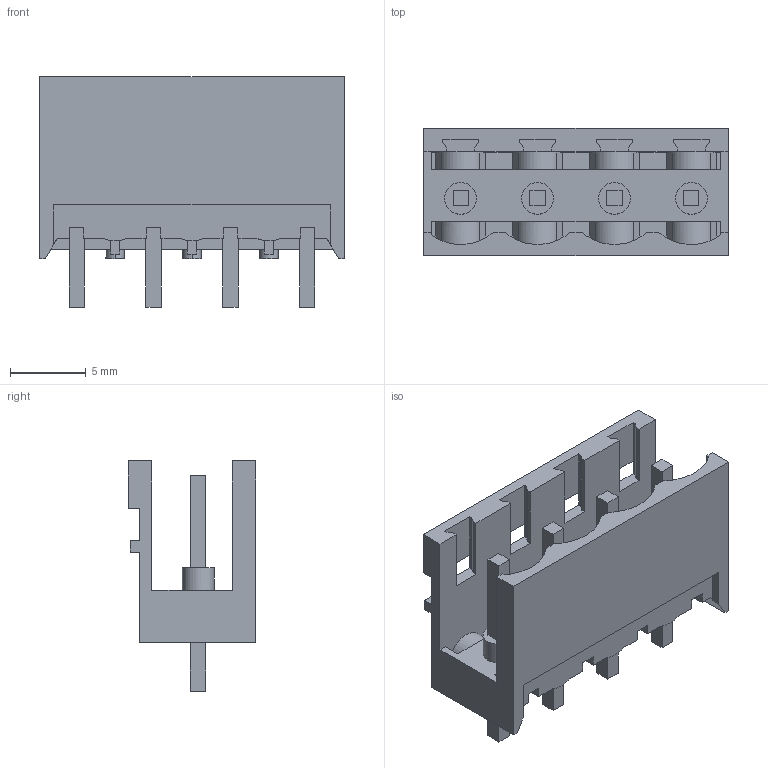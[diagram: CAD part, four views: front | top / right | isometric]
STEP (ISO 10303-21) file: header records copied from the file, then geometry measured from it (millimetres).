
FILE_DESCRIPTION(('CATIA V5 STEP Exchange','CAx-IF Rec.Pracs.--- Model Styling and Organization---1.2---2011-12-15'),'2;1');
FILE_NAME ('D1456996_0', '2018-03-21T12:28:53+00:00', ('none'), ('Weidmueller'), 'CATIA Version 5-6 Release 2014', 'CATIA V5 STEP AP214', 'none');
FILE_SCHEMA(('AUTOMOTIVE_DESIGN { 1 0 10303 214 1 1 1 1 }'));
Length unit declared in the file: millimetre
Products named in the file (1): 1838000000
Bounding box: 20.12 x 8.43 x 15.2 mm (x, y, z)
Volume: 698.7 mm3; surface area: 1770.8 mm2
Topology: 5 solids, 5 shells, 244 faces, 766 edges, 524 vertices
Faces by surface type: plane 207, cylinder 33, extrusion 4
Entity records: 8644 total; most frequent: CARTESIAN_POINT 1875, ORIENTED_EDGE 1532, DIRECTION 1188, EDGE_CURVE 766, VECTOR 641, LINE 637, VERTEX_POINT 524, AXIS2_PLACEMENT_3D 307
